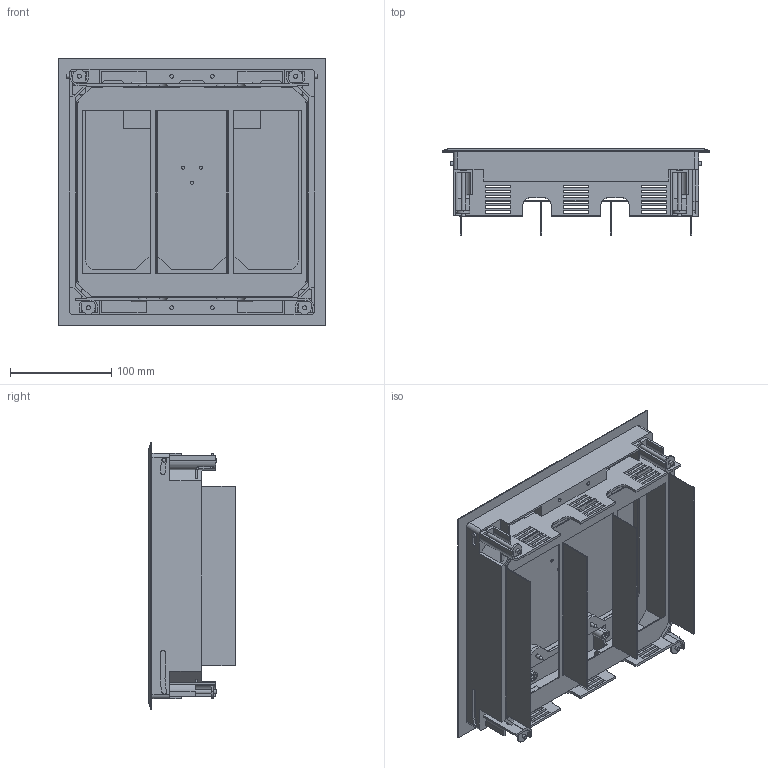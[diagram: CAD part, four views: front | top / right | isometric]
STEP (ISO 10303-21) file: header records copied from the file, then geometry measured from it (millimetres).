
FILE_DESCRIPTION (( 'STEP AP214' ), '1' );
FILE_NAME ('7405097.stp', '2021-02-24T09:09:13', ( '' ), ( '' ), 'SwSTEP 2.0', 'SolidWorks 2020', '' );
FILE_SCHEMA (( 'AUTOMOTIVE_DESIGN' ));
Length unit declared in the file: millimetre
Products named in the file (13): 083420_Standard; 43064M_Standard; 088465_Standard; 39410982_DIN EN ISO 8740-M4x26-St; 083422_UNGšLTIG! alte PC-ABS Version; 044159_Standard; 087480_Standard; 088502_Standard; 088643_Standard; 083423_Standard; 7405097; 015459_Standard; 35050322_Standard
Assembly tree (22 placements, depth 2):
  7405097
    083420_Standard
    088502_Standard
    083423_Standard
    087480_Standard
    083422_UNGšLTIG! alte PC-ABS Version
    088465_Standard
    088643_Standard
    35050322_Standard  x4
    39410982_DIN EN ISO 8740-M4x26-St  x2
    015459_Standard  x4
    044159_Standard  x4
    43064M_Standard
Bounding box: 264 x 85.16 x 264 mm (x, y, z)
Volume: 730378.9 mm3; surface area: 547890.1 mm2
Topology: 22 solids, 22 shells, 1084 faces, 2852 edges, 1818 vertices
Faces by surface type: plane 828, cylinder 216, cone 22, bspline 8, torus 6, sphere 4
Full cylindrical faces by diameter (mm): 3 x16, 3.1 x4, 3.5 x4, 3.6 x4, 3.8 x4, 4 x6, 4.3 x4, 5 x8, 6 x6, 7 x4, 8.5 x4
Entity records: 27351 total; most frequent: CARTESIAN_POINT 4854, ORIENTED_EDGE 4530, DIRECTION 4363, EDGE_CURVE 2265, LINE 1827, VECTOR 1827, VERTEX_POINT 1507, AXIS2_PLACEMENT_3D 1268
